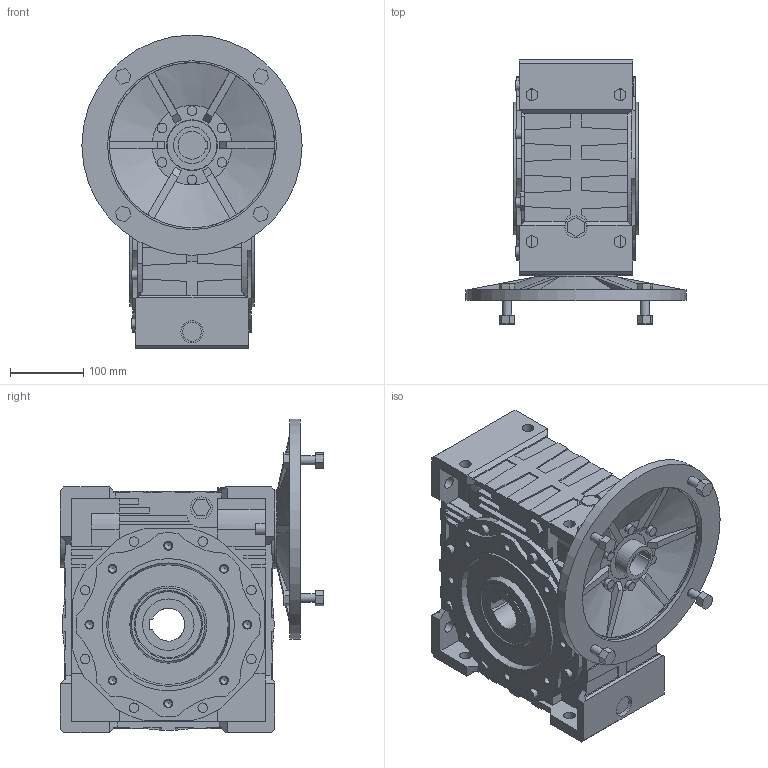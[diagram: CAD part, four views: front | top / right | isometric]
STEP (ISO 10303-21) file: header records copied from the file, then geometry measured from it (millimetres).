
FILE_DESCRIPTION(('STEP AP203'), '1');
FILE_NAME('凎劌膷闉 NMRV 130(132B5)', '', ('UNSPECIFIED'), ('UNSPECIFIED'), 'ASCON STEP Converter 1.3', 'ASCON Math Kernel', '');
FILE_SCHEMA(('CONFIG_CONTROL_DESIGN'));
Length unit declared in the file: millimetre
Products named in the file (5): _Gear unit 130; _130-45 (170); _VB 110-38 (38); _110-132 B5
Assembly tree (4 placements, depth 2):
  (unnamed)
    _Gear unit 130
    _130-45 (170)
    _VB 110-38 (38)
    _110-132 B5
Bounding box: 300 x 359.5 x 427.5 mm (x, y, z)
Volume: 13787672.7 mm3; surface area: 869071.8 mm2
Topology: 4 solids, 4 shells, 750 faces, 2062 edges, 1372 vertices
Faces by surface type: plane 537, cylinder 154, cone 57, torus 2
Full cylindrical faces by diameter (mm): 10.106 x16, 12 x4, 13 x14, 16 x12, 26 x1, 30 x4, 49 x1, 50 x1, 61 x1, 68 x1, 69 x1, 70 x2, 80 x1, 108 x1, 180 x2, 225 x1, 230 x1, 300 x1
Entity records: 29988 total; most frequent: CARTESIAN_POINT 4823, ORIENTED_EDGE 3880, DIRECTION 3824, EDGE_CURVE 1940, LINE 1384, VECTOR 1384, VERTEX_POINT 1356, AXIS2_PLACEMENT_3D 1220
